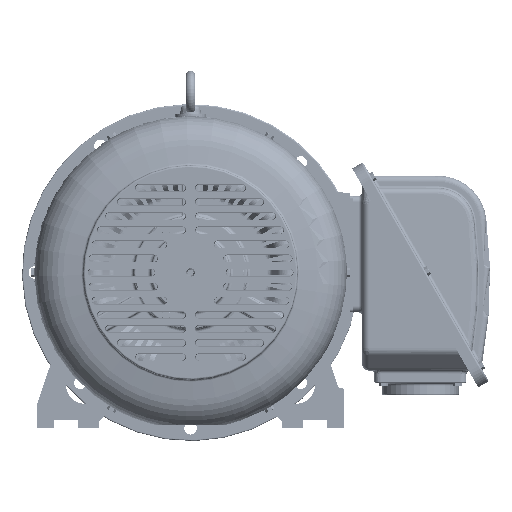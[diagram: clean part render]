
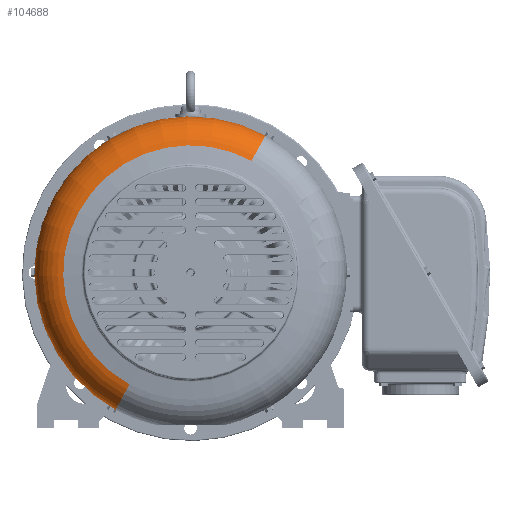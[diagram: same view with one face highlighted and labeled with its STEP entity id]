
A CAD part, front view. The second image highlights one B-rep face of the part: STEP entity #104688.
In plain terms, the highlighted toroidal (fillet/blend) face has major radius 197.75 mm and minor radius 57 mm.
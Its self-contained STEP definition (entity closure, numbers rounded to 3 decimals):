
#104528=CARTESIAN_POINT('Axis2P3D Location',(0.,-399.243,0.)) ;
#104532=CARTESIAN_POINT('Vertex',(-99.552,-399.243,-182.228)) ;
#104534=CARTESIAN_POINT('Vertex',(99.552,-399.243,182.228)) ;
#104658=CARTESIAN_POINT('Axis2P3D Location',(0.,-343.109,0.)) ;
#104663=CARTESIAN_POINT('Axis2P3D Location',(0.,-343.109,0.)) ;
#104667=CARTESIAN_POINT('Vertex',(-122.134,-343.109,-223.564)) ;
#104669=CARTESIAN_POINT('Vertex',(122.134,-343.109,223.564)) ;
#104672=CARTESIAN_POINT('Axis2P3D Location',(-94.806,-343.109,-173.542)) ;
#104677=CARTESIAN_POINT('Axis2P3D Location',(94.806,-343.109,173.542)) ;
#104529=DIRECTION('Axis2P3D Direction',(0.,1.,-0.)) ;
#104659=DIRECTION('Axis2P3D Direction',(0.,1.,-0.)) ;
#104660=DIRECTION('Axis2P3D XDirection',(0.479,0.,0.878)) ;
#104664=DIRECTION('Axis2P3D Direction',(0.,1.,-0.)) ;
#104673=DIRECTION('Axis2P3D Direction',(0.878,-0.,-0.479)) ;
#104678=DIRECTION('Axis2P3D Direction',(-0.878,0.,0.479)) ;
#104530=AXIS2_PLACEMENT_3D('Circle Axis2P3D',#104528,#104529,$) ;
#104661=AXIS2_PLACEMENT_3D('Torus Axis2P3D',#104658,#104659,#104660) ;
#104665=AXIS2_PLACEMENT_3D('Circle Axis2P3D',#104663,#104664,$) ;
#104674=AXIS2_PLACEMENT_3D('Circle Axis2P3D',#104672,#104673,$) ;
#104679=AXIS2_PLACEMENT_3D('Circle Axis2P3D',#104677,#104678,$) ;
#104683=ORIENTED_EDGE('',*,*,#104671,.F.) ;
#104684=ORIENTED_EDGE('',*,*,#104676,.T.) ;
#104685=ORIENTED_EDGE('',*,*,#104536,.T.) ;
#104686=ORIENTED_EDGE('',*,*,#104681,.F.) ;
#104688=ADVANCED_FACE('31407B027X202.1',(#104687),#104662,.T.) ;
#104531=CIRCLE('generated circle',#104530,207.648) ;
#104666=CIRCLE('generated circle',#104665,254.75) ;
#104675=CIRCLE('generated circle',#104674,57.) ;
#104680=CIRCLE('generated circle',#104679,57.) ;
#104662=TOROIDAL_SURFACE('homeo Torus',#104661,197.75,57.) ;
#104536=EDGE_CURVE('',#104533,#104535,#104531,.T.) ;
#104671=EDGE_CURVE('',#104668,#104670,#104666,.T.) ;
#104676=EDGE_CURVE('',#104668,#104533,#104675,.F.) ;
#104681=EDGE_CURVE('',#104670,#104535,#104680,.F.) ;
#104682=EDGE_LOOP('',(#104683,#104684,#104685,#104686)) ;
#104687=FACE_OUTER_BOUND('',#104682,.T.) ;
#104533=VERTEX_POINT('',#104532) ;
#104535=VERTEX_POINT('',#104534) ;
#104668=VERTEX_POINT('',#104667) ;
#104670=VERTEX_POINT('',#104669) ;
